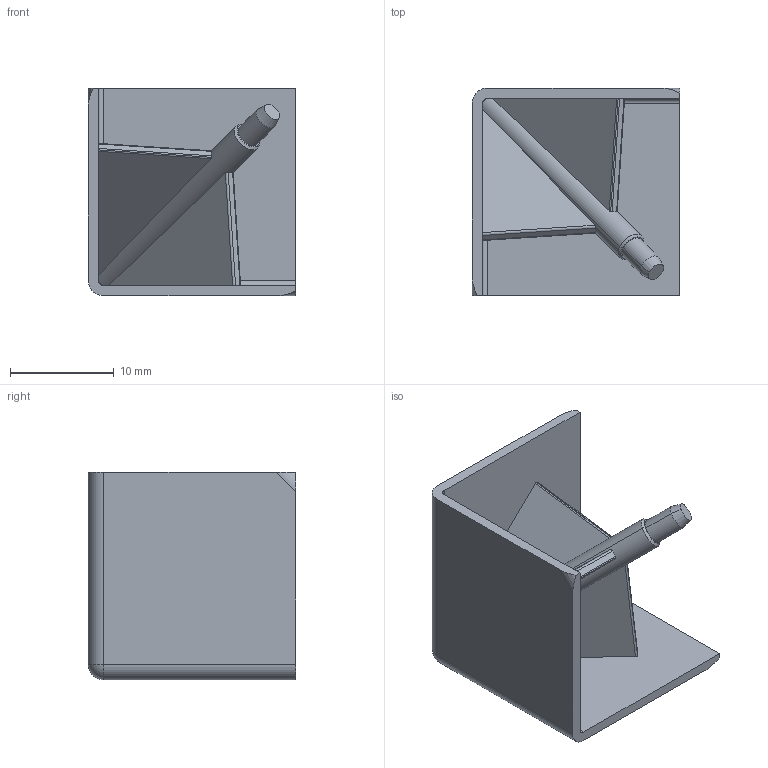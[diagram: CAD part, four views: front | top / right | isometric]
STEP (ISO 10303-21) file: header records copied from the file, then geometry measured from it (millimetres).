
FILE_DESCRIPTION(('STEP AP203'),'1');
FILE_NAME('fath_093wea201a.stp','2021-11-24T07:01:54',('TraceParts'),('TraceParts S.A.'),'Spatial InterOp 3D',' ',' ');
FILE_SCHEMA(('CONFIG_CONTROL_DESIGN'));
Length unit declared in the file: millimetre
Products named in the file (1): 1
Bounding box: 20 x 20 x 20 mm (x, y, z)
Volume: 1619.6 mm3; surface area: 3024.7 mm2
Topology: 1 solids, 1 shells, 47 faces, 126 edges, 81 vertices
Faces by surface type: cylinder 22, plane 20, cone 4, sphere 1
Entity records: 1518 total; most frequent: CARTESIAN_POINT 406, ORIENTED_EDGE 250, DIRECTION 196, EDGE_CURVE 125, VERTEX_POINT 81, AXIS2_PLACEMENT_3D 67, LINE 62, VECTOR 62
